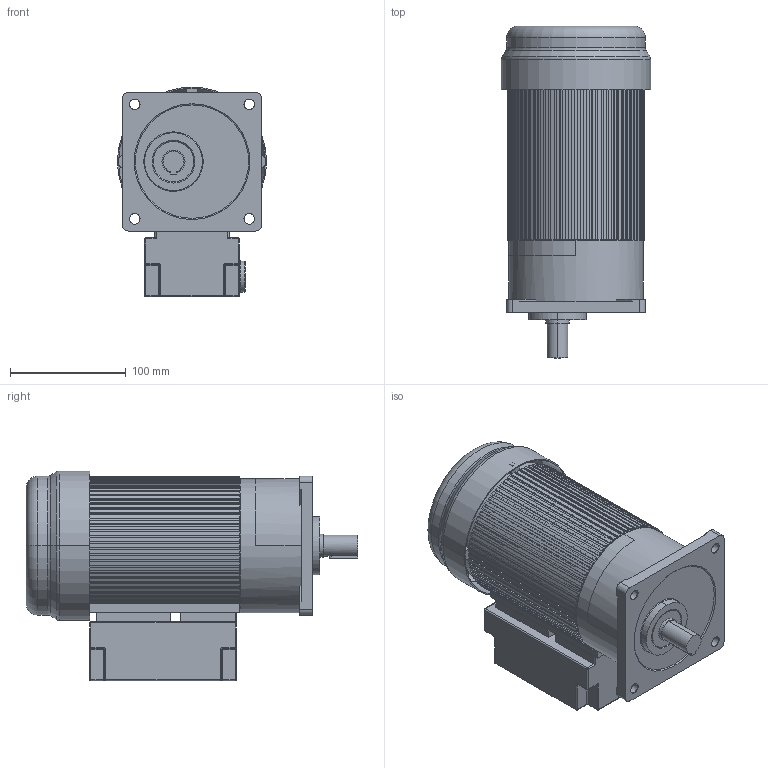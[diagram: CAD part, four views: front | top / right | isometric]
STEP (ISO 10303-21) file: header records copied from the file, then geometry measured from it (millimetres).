
FILE_DESCRIPTION (( 'STEP AP214' ), '1' );
FILE_NAME ('GV-18-200-i-A-B-G1-LD.STEP', '2023-09-15T03:08:49', ( '' ), ( '' ), 'SwSTEP 2.0', 'SolidWorks 2021', '' );
FILE_SCHEMA (( 'AUTOMOTIVE_DESIGN' ));
Length unit declared in the file: millimetre
Products named in the file (10): 煞車接線盒DOWN-UP_預設; ASM0005_ASM_ASM_蕼偞; GV-18-200-i-A-G1-LD(2)_蕼偞; GV18-100S_ASM_ASM_蕼偞; GV18_ASM_蕼偞; GV-18-200-i-A-B-G1-LD; PRT0002_蕼偞; 110_130_蕼偞; PRT0001_蕼偞; 1_2_猤ﾔO
Assembly tree (9 placements, depth 6):
  GV-18-200-i-A-B-G1-LD
    GV-18-200-i-A-G1-LD(2)_蕼偞
      GV18_ASM_蕼偞
        GV18-100S_ASM_ASM_蕼偞
          ASM0005_ASM_ASM_蕼偞
            1_2_猤ﾔO
      110_130_蕼偞
      PRT0001_蕼偞
      PRT0002_蕼偞
    煞車接線盒DOWN-UP_預設
Bounding box: 129 x 286.91 x 181.5 mm (x, y, z)
Volume: 1315673.6 mm3; surface area: 407161.4 mm2
Topology: 5 solids, 6 shells, 1441 faces, 4287 edges, 2766 vertices
Faces by surface type: plane 943, cylinder 355, torus 111, sphere 20, cone 12
Entity records: 50142 total; most frequent: CARTESIAN_POINT 10201, ORIENTED_EDGE 8534, DIRECTION 8090, EDGE_CURVE 4267, LINE 3168, VECTOR 3168, VERTEX_POINT 2766, AXIS2_PLACEMENT_3D 2461
